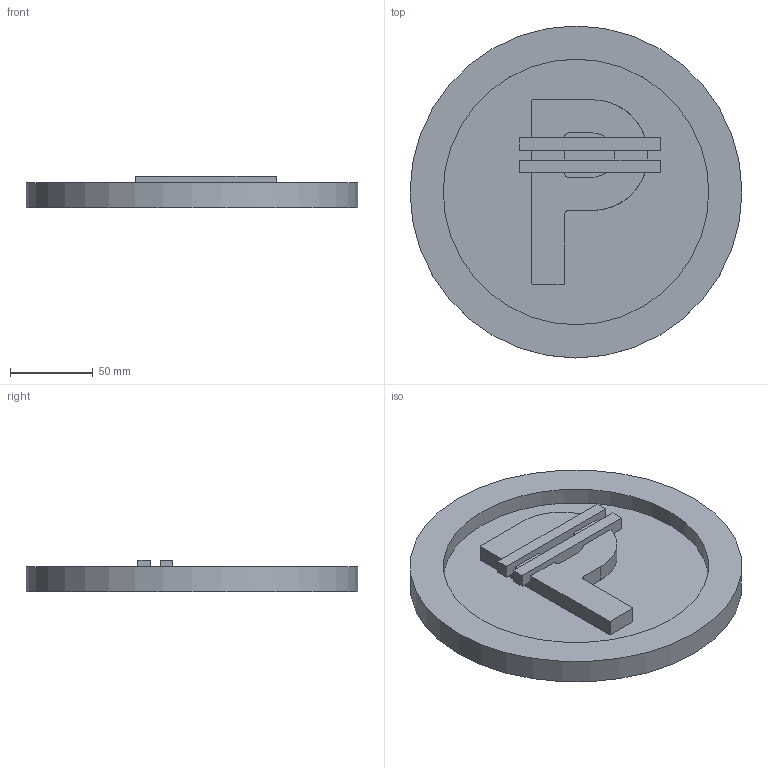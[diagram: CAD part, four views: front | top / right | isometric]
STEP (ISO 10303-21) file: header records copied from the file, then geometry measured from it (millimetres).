
FILE_DESCRIPTION((''),'2;1');
FILE_NAME('PennyKoin-3D-STEP.stp','2018-12-19T16:58:52',('alesb'),(''),'Autodesk Inventor 2012','Autodesk Inventor 2012','');
FILE_SCHEMA(('AUTOMOTIVE_DESIGN { 1 0 10303 214 1 1 1 1 }'));
Length unit declared in the file: millimetre
Products named in the file (1): PennyKoin-3D-Inventor
Bounding box: 200 x 200 x 19 mm (x, y, z)
Volume: 321352.4 mm3; surface area: 84925.3 mm2
Topology: 1 solids, 1 shells, 42 faces, 155 edges, 139 vertices
Faces by surface type: plane 35, cylinder 7
Full cylindrical faces by diameter (mm): 160 x1, 200 x1
Entity records: 1798 total; most frequent: CARTESIAN_POINT 307, DIRECTION 264, ORIENTED_EDGE 248, VECTOR 126, LINE 126, EDGE_CURVE 124, VERTEX_POINT 84, AXIS2_PLACEMENT_3D 69
